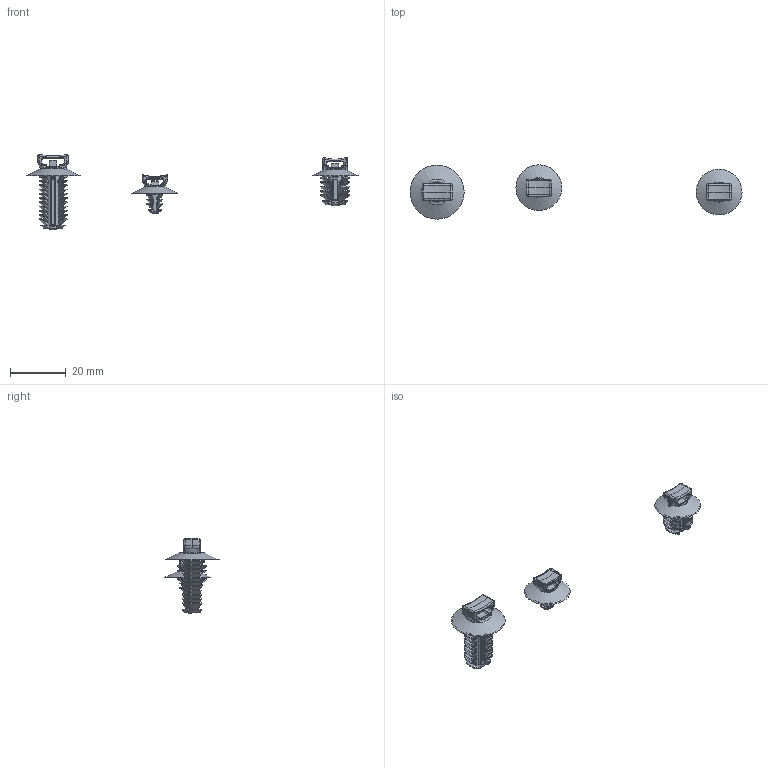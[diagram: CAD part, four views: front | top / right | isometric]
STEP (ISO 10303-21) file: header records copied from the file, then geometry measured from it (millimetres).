
FILE_DESCRIPTION(/* description */ (''),/* implementation_level */ '2;1');
FILE_NAME(/* name */ 'PUM-049.stp',/* time_stamp */ '2017-12-08T10:02:54-05:00',/* author */ (''),/* organization */ (''),/* preprocessor_version */ 'ST-DEVELOPER v16',/* originating_system */ 'SIEMENS PLM Software NX 10.0',/* authorisation */ '');
FILE_SCHEMA (('CONFIG_CONTROL_DESIGN'));
Length unit declared in the file: millimetre
Products named in the file (4): G03151BC_08; G03151BD_05; G03151BA_05; 10B015DO_00
Assembly tree (3 placements, depth 2):
  10B015DO_00
    G03151BA_05
    G03151BD_05
    G03151BC_08
Bounding box: 119.6 x 19.56 x 27.1 mm (x, y, z)
Volume: 2140.4 mm3; surface area: 5519.3 mm2
Topology: 4 solids, 4 shells, 2033 faces, 4833 edges, 2831 vertices
Faces by surface type: bspline 896, cylinder 402, plane 363, torus 204, cone 132, sphere 36
Full cylindrical faces by diameter (mm): 2.5 x2, 5 x2
Entity records: 79825 total; most frequent: CARTESIAN_POINT 39094, ORIENTED_EDGE 9482, DIRECTION 7129, EDGE_CURVE 4741, AXIS2_PLACEMENT_3D 3085, VERTEX_POINT 2781, EDGE_LOOP 2106, ADVANCED_FACE 2033
